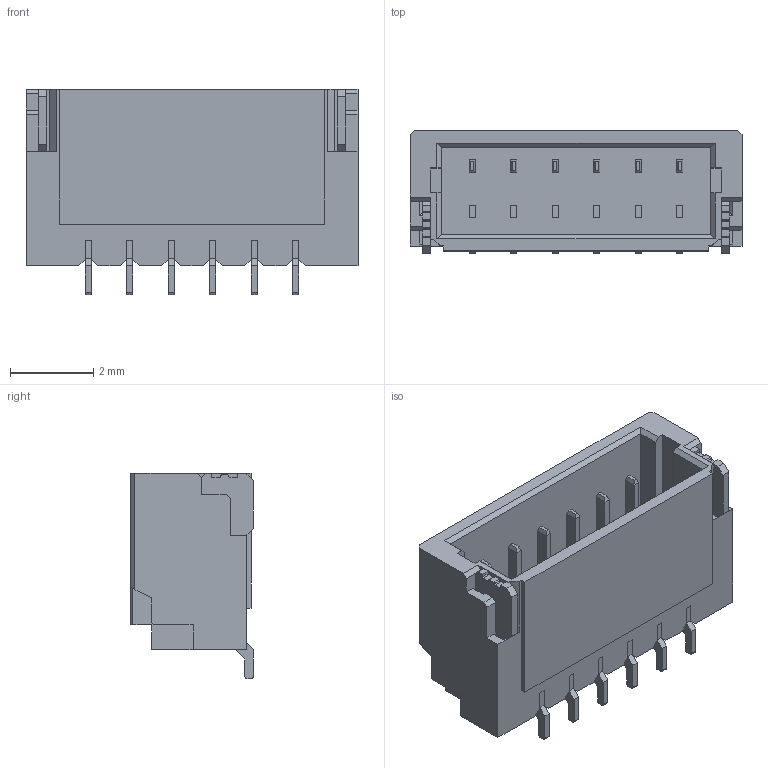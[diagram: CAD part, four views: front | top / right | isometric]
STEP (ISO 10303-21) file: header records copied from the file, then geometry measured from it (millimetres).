
FILE_DESCRIPTION (( 'STEP AP214' ), '1' );
FILE_NAME ('SM06B-SRSS-TB(LF)(SN).STEP', '2025-07-31T22:03:31', ( '' ), ( '' ), 'SwSTEP 2.0', 'SolidWorks 2024', '' );
FILE_SCHEMA (( 'AUTOMOTIVE_DESIGN' ));
Length unit declared in the file: millimetre
Products named in the file (10): SM06B-SRSS-TB(LF)(SN)_1; SM06B-SRSS-TB(LF)(SN)_5; SM06B-SRSS-TB(LF)(SN); SM06B-SRSS-TB(LF)(SN)_2; SM06B-SRSS-TB(LF)(SN)_6; SM06B-SRSS-TB(LF)(SN)_7; SM06B-SRSS-TB(LF)(SN)_8; SM06B-SRSS-TB(LF)(SN)_4; SM06B-SRSS-TB(LF)(SN)_3
Assembly tree (9 placements, depth 2):
  SM06B-SRSS-TB(LF)(SN)
    SM06B-SRSS-TB(LF)(SN)_8
    SM06B-SRSS-TB(LF)(SN)_5
    SM06B-SRSS-TB(LF)(SN)_1
    SM06B-SRSS-TB(LF)(SN)_7
    SM06B-SRSS-TB(LF)(SN)_2
    SM06B-SRSS-TB(LF)(SN)_6
    SM06B-SRSS-TB(LF)(SN)
    SM06B-SRSS-TB(LF)(SN)_4
    SM06B-SRSS-TB(LF)(SN)_3
Bounding box: 8 x 2.95 x 4.95 mm (x, y, z)
Volume: 51.1 mm3; surface area: 264.8 mm2
Topology: 9 solids, 9 shells, 351 faces, 1000 edges, 656 vertices
Faces by surface type: plane 327, cylinder 24
Entity records: 11553 total; most frequent: CARTESIAN_POINT 2019, ORIENTED_EDGE 2000, DIRECTION 1774, EDGE_CURVE 1000, VECTOR 952, LINE 952, VERTEX_POINT 656, AXIS2_PLACEMENT_3D 411
